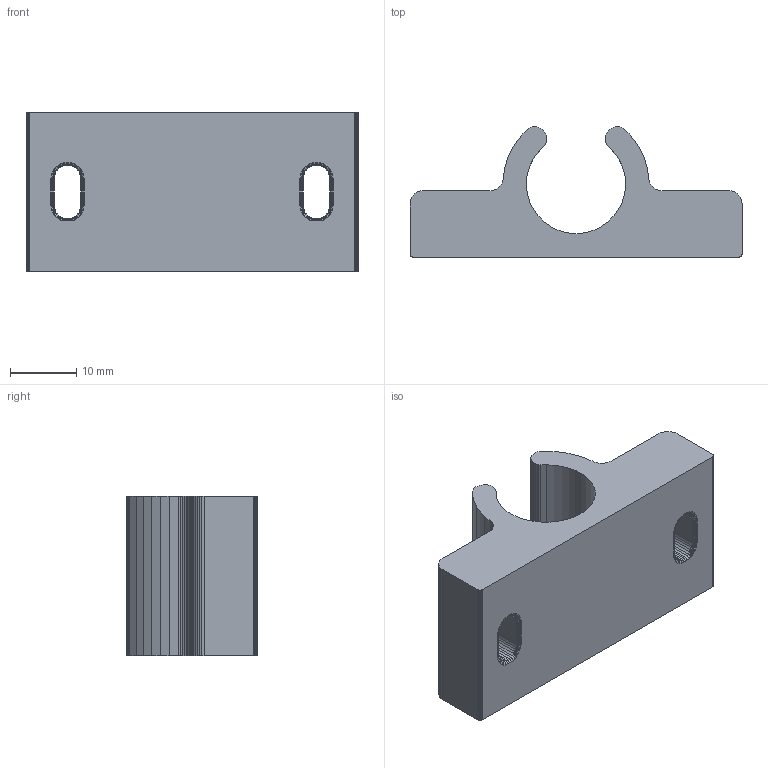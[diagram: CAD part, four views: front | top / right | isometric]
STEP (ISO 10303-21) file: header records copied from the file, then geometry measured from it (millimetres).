
FILE_DESCRIPTION (( 'STEP AP214' ), '1' );
FILE_NAME ('support-lm8UU.STEP', '2015-12-12T10:36:35', ( '' ), ( '' ), 'SwSTEP 2.0', 'SolidWorks 2014', '' );
FILE_SCHEMA (( 'AUTOMOTIVE_DESIGN' ));
Length unit declared in the file: millimetre
Products named in the file (2): support-lm8UU
Bounding box: 50 x 19.64 x 24 mm (x, y, z)
Volume: 11381.7 mm3; surface area: 5157.4 mm2
Topology: 1 solids, 1 shells, 1608 faces, 3342 edges, 1736 vertices
Faces by surface type: plane 1605, cylinder 3
Entity records: 39801 total; most frequent: CARTESIAN_POINT 6688, ORIENTED_EDGE 6684, DIRECTION 6568, EDGE_CURVE 3342, VECTOR 3336, LINE 3336, VERTEX_POINT 1736, AXIS2_PLACEMENT_3D 1616
